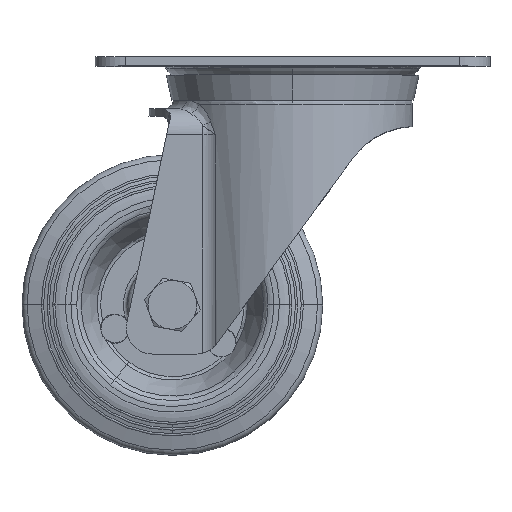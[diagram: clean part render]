
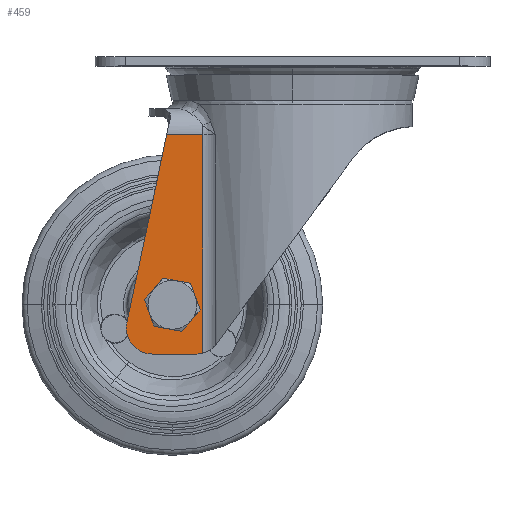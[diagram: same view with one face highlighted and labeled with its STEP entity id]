
A CAD part, top view. The second image highlights one B-rep face of the part: STEP entity #459.
In plain terms, the highlighted planar face has unit normal (0, 0, 1).
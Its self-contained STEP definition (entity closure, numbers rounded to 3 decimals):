
#459=ADVANCED_FACE('',(#1182,#1183),#1184,.F.);
#1182=FACE_OUTER_BOUND('',#2850,.T.);
#1183=FACE_BOUND('',#2851,.T.);
#1184=PLANE('',#2852);
#2850=EDGE_LOOP('',(#8795,#8796,#8797,#8798,#8799,#8800,#8801));
#2851=EDGE_LOOP('',(#8802,#8803));
#2852=AXIS2_PLACEMENT_3D('',#8804,#8805,#8806);
#8795=ORIENTED_EDGE('',*,*,#10356,.F.);
#8796=ORIENTED_EDGE('',*,*,#10234,.F.);
#8797=ORIENTED_EDGE('',*,*,#10301,.F.);
#8798=ORIENTED_EDGE('',*,*,#10358,.F.);
#8799=ORIENTED_EDGE('',*,*,#10359,.F.);
#8800=ORIENTED_EDGE('',*,*,#10360,.T.);
#8801=ORIENTED_EDGE('',*,*,#10361,.F.);
#8802=ORIENTED_EDGE('',*,*,#10232,.F.);
#8803=ORIENTED_EDGE('',*,*,#10302,.F.);
#8804=CARTESIAN_POINT('',(-44.378,46.237,23.0));
#8805=DIRECTION('',(0.,0.,-1.0));
#8806=DIRECTION('',(0.0,-1.0,0.));
#10232=EDGE_CURVE('',#11474,#11470,#11476,.T.);
#10234=EDGE_CURVE('',#11477,#11480,#11481,.T.);
#10301=EDGE_CURVE('',#11597,#11477,#11599,.T.);
#10302=EDGE_CURVE('',#11470,#11474,#11600,.T.);
#10356=EDGE_CURVE('',#11480,#11684,#11685,.T.);
#10358=EDGE_CURVE('',#11687,#11597,#11688,.T.);
#10359=EDGE_CURVE('',#11689,#11687,#11690,.T.);
#10360=EDGE_CURVE('',#11689,#11691,#11692,.T.);
#10361=EDGE_CURVE('',#11684,#11691,#11693,.T.);
#11470=VERTEX_POINT('',#19918);
#11474=VERTEX_POINT('',#19923);
#11476=CIRCLE('',#19926,4.1);
#11477=VERTEX_POINT('',#19927);
#11480=VERTEX_POINT('',#19931);
#11481=CIRCLE('',#19932,7.0);
#11597=VERTEX_POINT('',#21182);
#11599=CIRCLE('',#21185,7.0);
#11600=CIRCLE('',#21186,4.1);
#11684=VERTEX_POINT('',#21669);
#11685=LINE('',#21670,#21671);
#11687=VERTEX_POINT('',#21673);
#11688=LINE('',#21674,#21675);
#11689=VERTEX_POINT('',#21676);
#11690=CIRCLE('',#21677,7.0);
#11691=VERTEX_POINT('',#21678);
#11692=LINE('',#21679,#21680);
#11693=LINE('',#21681,#21682);
#19918=CARTESIAN_POINT('',(-17.478,-5.963,23.0));
#19923=CARTESIAN_POINT('',(-9.278,-5.963,23.0));
#19926=AXIS2_PLACEMENT_3D('',#25396,#25397,#25398);
#19927=CARTESIAN_POINT('',(-25.634,-12.063,23.0));
#19931=CARTESIAN_POINT('',(-25.481,-10.607,23.0));
#19932=AXIS2_PLACEMENT_3D('',#25400,#25401,#25402);
#21182=CARTESIAN_POINT('',(-18.634,-19.063,23.0));
#21185=AXIS2_PLACEMENT_3D('',#25509,#25510,#25511);
#21186=AXIS2_PLACEMENT_3D('',#25512,#25513,#25514);
#21669=CARTESIAN_POINT('',(-14.887,39.237,23.0));
#21670=CARTESIAN_POINT('',(-25.481,-10.607,23.0));
#21671=VECTOR('',#25592,1000.0);
#21673=CARTESIAN_POINT('',(-7.178,-19.063,23.0));
#21674=CARTESIAN_POINT('',(-44.378,-19.063,23.0));
#21675=VECTOR('',#25596,1000.0);
#21676=CARTESIAN_POINT('',(-5.257,-18.794,23.0));
#21677=AXIS2_PLACEMENT_3D('',#25597,#25598,#25599);
#21678=CARTESIAN_POINT('',(-5.257,39.237,23.0));
#21679=CARTESIAN_POINT('',(-5.257,50.937,23.0));
#21680=VECTOR('',#25600,1000.0);
#21681=CARTESIAN_POINT('',(-44.378,39.237,23.0));
#21682=VECTOR('',#25601,1000.0);
#25396=CARTESIAN_POINT('',(-13.378,-5.963,23.0));
#25397=DIRECTION('',(0.,0.0,1.0));
#25398=DIRECTION('',(-1.0,0.,0.));
#25400=CARTESIAN_POINT('',(-18.634,-12.063,23.0));
#25401=DIRECTION('',(0.,0.,-1.0));
#25402=DIRECTION('',(-1.0,0.,0.));
#25509=CARTESIAN_POINT('',(-18.634,-12.063,23.0));
#25510=DIRECTION('',(0.,0.,-1.0));
#25511=DIRECTION('',(-1.0,0.,0.));
#25512=CARTESIAN_POINT('',(-13.378,-5.963,23.0));
#25513=DIRECTION('',(0.,0.0,1.0));
#25514=DIRECTION('',(-1.0,0.,0.));
#25592=DIRECTION('',(0.208,0.978,0.));
#25596=DIRECTION('',(-1.0,0.,0.));
#25597=CARTESIAN_POINT('',(-7.178,-12.063,23.0));
#25598=DIRECTION('',(0.,0.,-1.0));
#25599=DIRECTION('',(-1.0,0.,0.));
#25600=DIRECTION('',(0.,1.0,0.));
#25601=DIRECTION('',(1.0,0.,0.));
